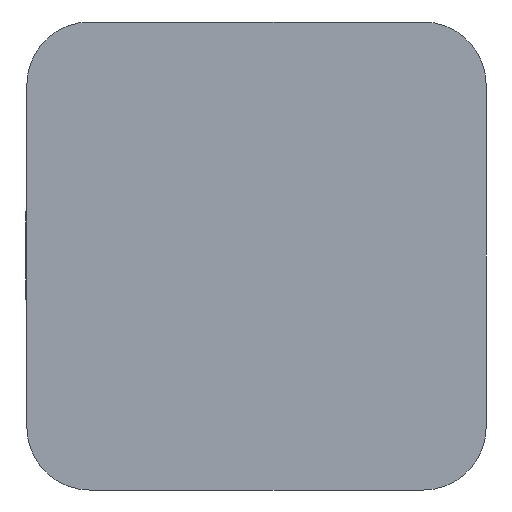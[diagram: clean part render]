
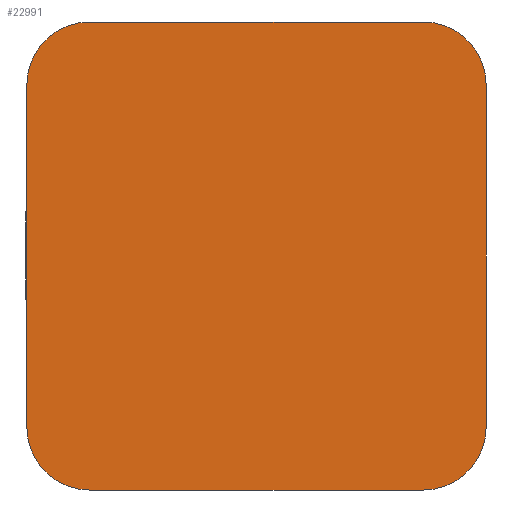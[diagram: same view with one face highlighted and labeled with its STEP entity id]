
A CAD part, front view. The second image highlights one B-rep face of the part: STEP entity #22991.
In plain terms, the highlighted planar face has unit normal (0, -1, 0).
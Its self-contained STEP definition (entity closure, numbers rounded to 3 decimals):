
#1131=CIRCLE('',#25153,6.432);
#1132=CIRCLE('',#25156,6.432);
#1133=CIRCLE('',#25159,6.432);
#1134=CIRCLE('',#25162,6.432);
#2516=FACE_OUTER_BOUND('',#3854,.T.);
#3854=EDGE_LOOP('',(#19483,#19484,#19485,#19486,#19487,#19488,#19489,#19490));
#6168=LINE('',#36800,#8636);
#6172=LINE('',#36809,#8640);
#6175=LINE('',#36817,#8643);
#6178=LINE('',#36825,#8646);
#8636=VECTOR('',#30464,10.);
#8640=VECTOR('',#30474,10.);
#8643=VECTOR('',#30483,10.);
#8646=VECTOR('',#30492,10.);
#10702=VERTEX_POINT('',#36798);
#10703=VERTEX_POINT('',#36799);
#10704=VERTEX_POINT('',#36804);
#10705=VERTEX_POINT('',#36808);
#10706=VERTEX_POINT('',#36812);
#10707=VERTEX_POINT('',#36816);
#10708=VERTEX_POINT('',#36820);
#10709=VERTEX_POINT('',#36824);
#13693=EDGE_CURVE('',#10702,#10703,#6168,.F.);
#13696=EDGE_CURVE('',#10704,#10702,#1131,.F.);
#13698=EDGE_CURVE('',#10705,#10704,#6172,.F.);
#13700=EDGE_CURVE('',#10706,#10705,#1132,.F.);
#13702=EDGE_CURVE('',#10707,#10706,#6175,.F.);
#13704=EDGE_CURVE('',#10708,#10707,#1133,.F.);
#13706=EDGE_CURVE('',#10709,#10708,#6178,.F.);
#13708=EDGE_CURVE('',#10703,#10709,#1134,.F.);
#19483=ORIENTED_EDGE('',*,*,#13708,.F.);
#19484=ORIENTED_EDGE('',*,*,#13693,.F.);
#19485=ORIENTED_EDGE('',*,*,#13696,.F.);
#19486=ORIENTED_EDGE('',*,*,#13698,.F.);
#19487=ORIENTED_EDGE('',*,*,#13700,.F.);
#19488=ORIENTED_EDGE('',*,*,#13702,.F.);
#19489=ORIENTED_EDGE('',*,*,#13704,.F.);
#19490=ORIENTED_EDGE('',*,*,#13706,.F.);
#21523=PLANE('',#25163);
#22991=ADVANCED_FACE('',(#2516),#21523,.F.);
#25153=AXIS2_PLACEMENT_3D('',#36805,#30469,#30470);
#25156=AXIS2_PLACEMENT_3D('',#36813,#30478,#30479);
#25159=AXIS2_PLACEMENT_3D('',#36821,#30487,#30488);
#25162=AXIS2_PLACEMENT_3D('',#36828,#30496,#30497);
#25163=AXIS2_PLACEMENT_3D('',#36829,#30498,#30499);
#30464=DIRECTION('',(0.,0.,-1.));
#30469=DIRECTION('center_axis',(0.,-1.,0.));
#30470=DIRECTION('ref_axis',(0.,0.,-1.));
#30474=DIRECTION('',(1.,0.,0.));
#30478=DIRECTION('center_axis',(0.,-1.,0.));
#30479=DIRECTION('ref_axis',(1.,0.,0.));
#30483=DIRECTION('',(0.,0.,1.));
#30487=DIRECTION('center_axis',(0.,-1.,0.));
#30488=DIRECTION('ref_axis',(0.,0.,1.));
#30492=DIRECTION('',(-1.,0.,0.));
#30496=DIRECTION('center_axis',(0.,-1.,0.));
#30497=DIRECTION('ref_axis',(-1.,0.,0.));
#30498=DIRECTION('center_axis',(0.,1.,0.));
#30499=DIRECTION('ref_axis',(-1.,0.,0.));
#36798=CARTESIAN_POINT('',(-33.278,-1.,-24.278));
#36799=CARTESIAN_POINT('',(-33.278,-1.,10.717));
#36800=CARTESIAN_POINT('',(-33.278,-1.,-15.529));
#36804=CARTESIAN_POINT('',(-26.846,-1.,-30.71));
#36805=CARTESIAN_POINT('Origin',(-26.846,-1.,-24.278));
#36808=CARTESIAN_POINT('',(7.26,-1.,-30.71));
#36809=CARTESIAN_POINT('',(-1.266,-1.,-30.71));
#36812=CARTESIAN_POINT('',(13.693,-1.,-24.278));
#36813=CARTESIAN_POINT('Origin',(7.26,-1.,-24.278));
#36816=CARTESIAN_POINT('',(13.693,-1.,10.717));
#36817=CARTESIAN_POINT('',(13.693,-1.,1.968));
#36820=CARTESIAN_POINT('',(7.26,-1.,17.149));
#36821=CARTESIAN_POINT('Origin',(7.26,-1.,10.717));
#36824=CARTESIAN_POINT('',(-26.846,-1.,17.149));
#36825=CARTESIAN_POINT('',(-18.319,-1.,17.149));
#36828=CARTESIAN_POINT('Origin',(-26.846,-1.,10.717));
#36829=CARTESIAN_POINT('Origin',(-9.793,-1.,-6.781));
